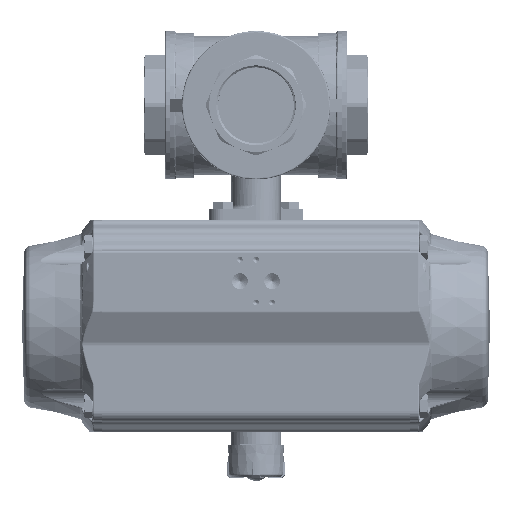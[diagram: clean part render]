
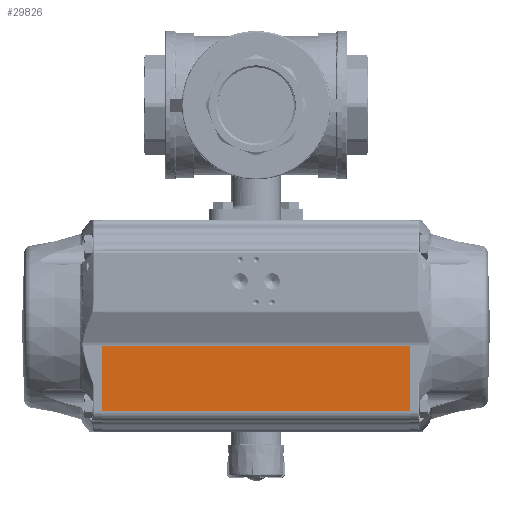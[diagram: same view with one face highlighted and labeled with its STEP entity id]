
A CAD part, front view. The second image highlights one B-rep face of the part: STEP entity #29826.
In plain terms, the highlighted face is planar.
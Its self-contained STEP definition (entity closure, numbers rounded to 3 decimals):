
#1226=PLANE('',#32366);
#3212=LINE('',#71584,#5322);
#3269=LINE('',#71772,#5379);
#3338=LINE('',#71970,#5448);
#3339=LINE('',#71972,#5449);
#5322=VECTOR('',#38136,1000.);
#5379=VECTOR('',#38327,1000.);
#5448=VECTOR('',#38548,1000.);
#5449=VECTOR('',#38551,1000.);
#12641=ORIENTED_EDGE('',*,*,#18734,.F.);
#12642=ORIENTED_EDGE('',*,*,#18634,.T.);
#12643=ORIENTED_EDGE('',*,*,#18735,.T.);
#12644=ORIENTED_EDGE('',*,*,#18541,.T.);
#18541=EDGE_CURVE('',#22168,#22164,#3212,.T.);
#18634=EDGE_CURVE('',#22229,#22233,#3269,.T.);
#18734=EDGE_CURVE('',#22229,#22164,#3338,.T.);
#18735=EDGE_CURVE('',#22233,#22168,#3339,.T.);
#22164=VERTEX_POINT('',#71569);
#22168=VERTEX_POINT('',#71581);
#22229=VERTEX_POINT('',#71759);
#22233=VERTEX_POINT('',#71771);
#25689=EDGE_LOOP('',(#12641,#12642,#12643,#12644));
#27649=FACE_BOUND('',#25689,.T.);
#29826=ADVANCED_FACE('',(#27649),#1226,.F.);
#32366=AXIS2_PLACEMENT_3D('',#71971,#38549,#38550);
#38136=DIRECTION('',(0.,-1.,0.));
#38327=DIRECTION('',(0.,1.,0.));
#38548=DIRECTION('',(0.,0.,-1.));
#38549=DIRECTION('',(1.,0.,0.));
#38550=DIRECTION('',(0.,1.,0.));
#38551=DIRECTION('',(0.,0.,-1.));
#71569=CARTESIAN_POINT('',(-71.,14.69,-115.));
#71581=CARTESIAN_POINT('',(-71.,63.1,-115.));
#71584=CARTESIAN_POINT('',(-71.,63.1,-115.));
#71759=CARTESIAN_POINT('',(-71.,14.69,115.));
#71771=CARTESIAN_POINT('',(-71.,63.1,115.));
#71772=CARTESIAN_POINT('',(-71.,63.1,115.));
#71970=CARTESIAN_POINT('',(-71.,14.69,115.5));
#71971=CARTESIAN_POINT('',(-71.,63.1,115.5));
#71972=CARTESIAN_POINT('',(-71.,63.1,115.5));
